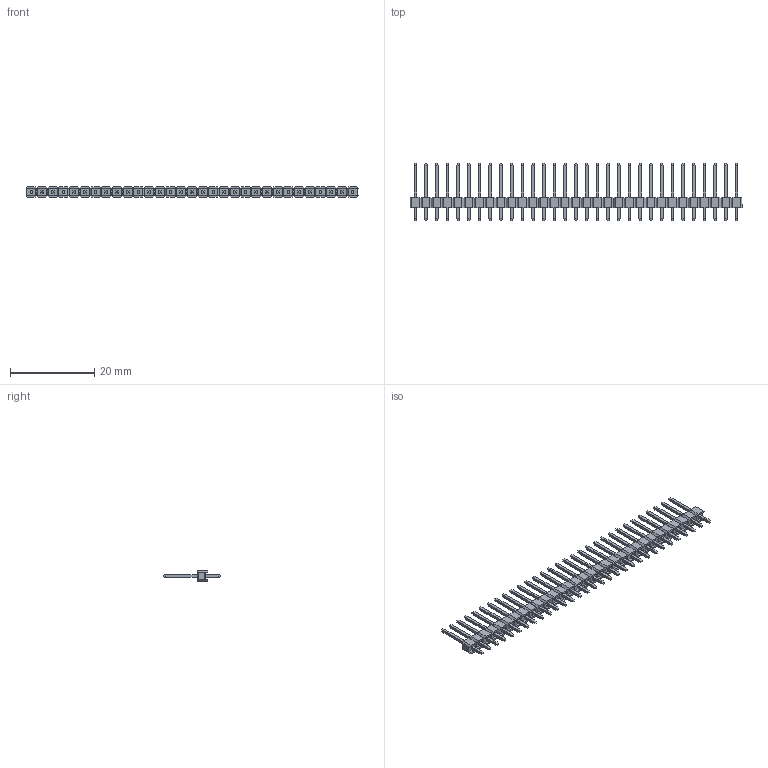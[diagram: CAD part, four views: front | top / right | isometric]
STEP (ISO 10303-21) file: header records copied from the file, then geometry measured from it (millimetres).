
FILE_DESCRIPTION (( 'STEP AP214' ), '1' );
FILE_NAME ('1x31 Male Pin Header.STEP', '2021-11-12T15:28:10', ( 'M.B.I.' ), ( '' ), 'SwSTEP 2.0', '', '' );
FILE_SCHEMA (( 'AUTOMOTIVE_DESIGN' ));
Length unit declared in the file: millimetre
Products named in the file (1): 1x31 Male Pin Header
Bounding box: 78.75 x 13.54 x 2.5 mm (x, y, z)
Volume: 540.6 mm3; surface area: 2142.8 mm2
Topology: 32 solids, 32 shells, 1186 faces, 3052 edges, 1930 vertices
Faces by surface type: plane 1186
Entity records: 35281 total; most frequent: CARTESIAN_POINT 6169, ORIENTED_EDGE 6104, DIRECTION 5426, LINE 3052, EDGE_CURVE 3052, VECTOR 3052, VERTEX_POINT 1930, EDGE_LOOP 1248
